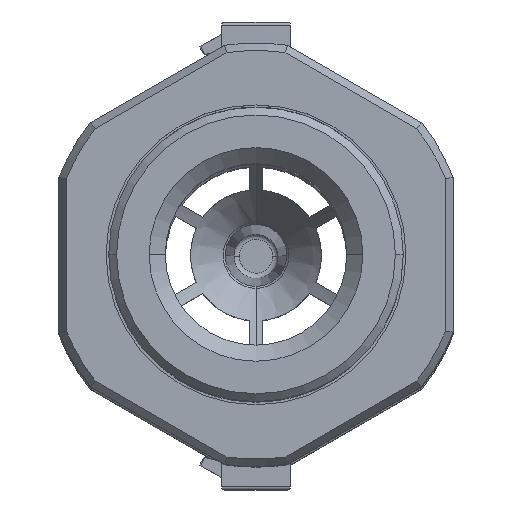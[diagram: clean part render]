
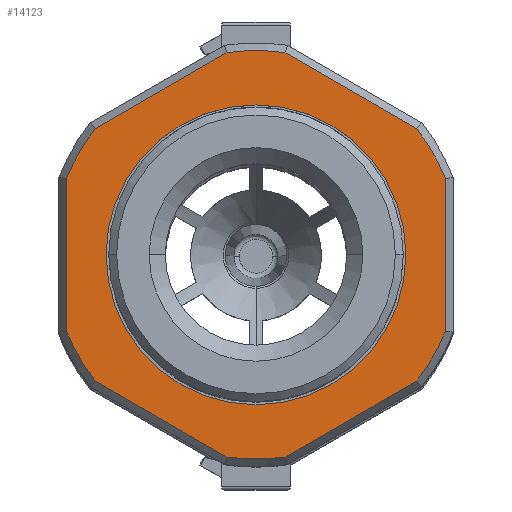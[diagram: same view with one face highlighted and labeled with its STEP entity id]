
A CAD part, top view. The second image highlights one B-rep face of the part: STEP entity #14123.
In plain terms, the highlighted planar face has unit normal (0, 0, 1).
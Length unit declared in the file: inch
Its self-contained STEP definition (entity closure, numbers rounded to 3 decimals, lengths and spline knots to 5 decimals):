
#12 = EDGE_CURVE ( 'NONE', #15920, #662, #1192, .T. ) ;
#98 = AXIS2_PLACEMENT_3D ( 'NONE', #803, #10024, #13782 ) ;
#196 = CARTESIAN_POINT ( 'NONE',  ( -0.14328, -0.00014, 4.99 ) ) ;
#350 = VECTOR ( 'NONE', #12763, 39.37008 ) ;
#580 = LINE ( 'NONE', #12185, #3684 ) ;
#621 = ORIENTED_EDGE ( 'NONE', *, *, #8345, .F. ) ;
#624 = DIRECTION ( 'NONE',  ( 0., 0., -1. ) ) ;
#662 = VERTEX_POINT ( 'NONE', #12756 ) ;
#803 = CARTESIAN_POINT ( 'NONE',  ( -0.14328, -0.00014, 4.99 ) ) ;
#956 = CARTESIAN_POINT ( 'NONE',  ( -0.86441, 0.2889, 4.99 ) ) ;
#1054 = VERTEX_POINT ( 'NONE', #16293 ) ;
#1147 = DIRECTION ( 'NONE',  ( -1., 0., 0. ) ) ;
#1192 = LINE ( 'NONE', #10186, #350 ) ;
#1417 = VERTEX_POINT ( 'NONE', #15147 ) ;
#1427 = EDGE_CURVE ( 'NONE', #16111, #3643, #15410, .T. ) ;
#1584 = CARTESIAN_POINT ( 'NONE',  ( -0.14328, -0.00014, 4.99 ) ) ;
#2105 = EDGE_CURVE ( 'NONE', #3806, #12446, #13149, .T. ) ;
#2424 = ORIENTED_EDGE ( 'NONE', *, *, #2105, .T. ) ;
#2473 = CARTESIAN_POINT ( 'NONE',  ( 0.4676, -0.48014, 4.99 ) ) ;
#2504 = ORIENTED_EDGE ( 'NONE', *, *, #13749, .F. ) ;
#2789 = PLANE ( 'NONE',  #3620 ) ;
#3282 = CARTESIAN_POINT ( 'NONE',  ( -0.14328, -0.00014, 4.99 ) ) ;
#3294 = CIRCLE ( 'NONE', #98, 0.7769 ) ;
#3497 = CARTESIAN_POINT ( 'NONE',  ( -0.25353, -0.76918, 4.99 ) ) ;
#3582 = FACE_OUTER_BOUND ( 'NONE', #5197, .T. ) ;
#3620 = AXIS2_PLACEMENT_3D ( 'NONE', #196, #5554, #4133 ) ;
#3643 = VERTEX_POINT ( 'NONE', #8998 ) ;
#3684 = VECTOR ( 'NONE', #15254, 39.37008 ) ;
#3700 = LINE ( 'NONE', #12022, #13471 ) ;
#3806 = VERTEX_POINT ( 'NONE', #8537 ) ;
#3810 = DIRECTION ( 'NONE',  ( 0., 0., -1. ) ) ;
#3962 = EDGE_LOOP ( 'NONE', ( #7198, #2424 ) ) ;
#4133 = DIRECTION ( 'NONE',  ( -1., 0., 0. ) ) ;
#4154 = CARTESIAN_POINT ( 'NONE',  ( -0.03303, 0.7689, 4.99 ) ) ;
#4328 = LINE ( 'NONE', #3497, #13893 ) ;
#4630 = AXIS2_PLACEMENT_3D ( 'NONE', #3282, #9856, #11228 ) ;
#4703 = EDGE_CURVE ( 'NONE', #12223, #11979, #4328, .T. ) ;
#4715 = ORIENTED_EDGE ( 'NONE', *, *, #4972, .F. ) ;
#4972 = EDGE_CURVE ( 'NONE', #11076, #1417, #3700, .T. ) ;
#5002 = CIRCLE ( 'NONE', #9784, 0.7769 ) ;
#5075 = EDGE_CURVE ( 'NONE', #1054, #15920, #5128, .T. ) ;
#5128 = CIRCLE ( 'NONE', #6391, 0.7769 ) ;
#5151 = ORIENTED_EDGE ( 'NONE', *, *, #11849, .F. ) ;
#5197 = EDGE_LOOP ( 'NONE', ( #5151, #9466, #4715, #621, #7006, #11238, #8410, #2504, #6270, #8071, #16685, #5628 ) ) ;
#5450 = DIRECTION ( 'NONE',  ( 0., 0., -1. ) ) ;
#5458 = VECTOR ( 'NONE', #14981, 39.37008 ) ;
#5554 = DIRECTION ( 'NONE',  ( 0., 0., -1. ) ) ;
#5628 = ORIENTED_EDGE ( 'NONE', *, *, #5075, .F. ) ;
#5631 = EDGE_CURVE ( 'NONE', #662, #16111, #5002, .T. ) ;
#5966 = DIRECTION ( 'NONE',  ( -0.866, 0.5, 0. ) ) ;
#6038 = CARTESIAN_POINT ( 'NONE',  ( -0.14328, -0.00014, 4.99 ) ) ;
#6270 = ORIENTED_EDGE ( 'NONE', *, *, #1427, .F. ) ;
#6317 = CARTESIAN_POINT ( 'NONE',  ( -0.75416, -0.48014, 4.99 ) ) ;
#6391 = AXIS2_PLACEMENT_3D ( 'NONE', #6038, #624, #11172 ) ;
#6424 = DIRECTION ( 'NONE',  ( -0.866, -0.5, 0. ) ) ;
#6533 = DIRECTION ( 'NONE',  ( 0., 0., -1. ) ) ;
#6603 = DIRECTION ( 'NONE',  ( -1., 0., 0. ) ) ;
#6972 = CIRCLE ( 'NONE', #16832, 0.7769 ) ;
#7006 = ORIENTED_EDGE ( 'NONE', *, *, #8908, .F. ) ;
#7198 = ORIENTED_EDGE ( 'NONE', *, *, #7847, .T. ) ;
#7485 = LINE ( 'NONE', #16279, #5458 ) ;
#7847 = EDGE_CURVE ( 'NONE', #12446, #3806, #15730, .T. ) ;
#8071 = ORIENTED_EDGE ( 'NONE', *, *, #5631, .F. ) ;
#8150 = VERTEX_POINT ( 'NONE', #4154 ) ;
#8321 = AXIS2_PLACEMENT_3D ( 'NONE', #15271, #10020, #13887 ) ;
#8345 = EDGE_CURVE ( 'NONE', #15098, #11076, #12260, .T. ) ;
#8410 = ORIENTED_EDGE ( 'NONE', *, *, #4703, .F. ) ;
#8537 = CARTESIAN_POINT ( 'NONE',  ( -0.71328, -0.00014, 4.99 ) ) ;
#8594 = VERTEX_POINT ( 'NONE', #9213 ) ;
#8908 = EDGE_CURVE ( 'NONE', #8594, #15098, #580, .T. ) ;
#8998 = CARTESIAN_POINT ( 'NONE',  ( -0.03303, -0.76918, 4.99 ) ) ;
#9194 = CARTESIAN_POINT ( 'NONE',  ( -0.14328, -0.00014, 4.99 ) ) ;
#9213 = CARTESIAN_POINT ( 'NONE',  ( -0.86441, -0.28918, 4.99 ) ) ;
#9282 = DIRECTION ( 'NONE',  ( 0.866, 0.5, 0. ) ) ;
#9466 = ORIENTED_EDGE ( 'NONE', *, *, #16001, .F. ) ;
#9784 = AXIS2_PLACEMENT_3D ( 'NONE', #1584, #10755, #12061 ) ;
#9856 = DIRECTION ( 'NONE',  ( 0., 0., -1. ) ) ;
#10020 = DIRECTION ( 'NONE',  ( 0., 0., -1. ) ) ;
#10024 = DIRECTION ( 'NONE',  ( 0., 0., -1. ) ) ;
#10186 = CARTESIAN_POINT ( 'NONE',  ( 0.57785, -0.00014, 4.99 ) ) ;
#10755 = DIRECTION ( 'NONE',  ( 0., 0., -1. ) ) ;
#11076 = VERTEX_POINT ( 'NONE', #14909 ) ;
#11172 = DIRECTION ( 'NONE',  ( -1., 0., 0. ) ) ;
#11228 = DIRECTION ( 'NONE',  ( 1., 0., 0. ) ) ;
#11238 = ORIENTED_EDGE ( 'NONE', *, *, #16121, .F. ) ;
#11849 = EDGE_CURVE ( 'NONE', #8150, #1054, #7485, .T. ) ;
#11889 = CARTESIAN_POINT ( 'NONE',  ( -0.25353, -0.76918, 4.99 ) ) ;
#11947 = VECTOR ( 'NONE', #6424, 39.37008 ) ;
#11979 = VERTEX_POINT ( 'NONE', #6317 ) ;
#12022 = CARTESIAN_POINT ( 'NONE',  ( -0.75416, 0.47986, 4.99 ) ) ;
#12061 = DIRECTION ( 'NONE',  ( -1., 0., 0. ) ) ;
#12185 = CARTESIAN_POINT ( 'NONE',  ( -0.86441, -0.2947, 4.99 ) ) ;
#12223 = VERTEX_POINT ( 'NONE', #11889 ) ;
#12260 = CIRCLE ( 'NONE', #16101, 0.7769 ) ;
#12446 = VERTEX_POINT ( 'NONE', #15072 ) ;
#12756 = CARTESIAN_POINT ( 'NONE',  ( 0.57785, -0.28918, 4.99 ) ) ;
#12763 = DIRECTION ( 'NONE',  ( 0., -1., 0. ) ) ;
#13149 = CIRCLE ( 'NONE', #4630, 0.57 ) ;
#13197 = CARTESIAN_POINT ( 'NONE',  ( -0.14328, -0.00014, 4.99 ) ) ;
#13471 = VECTOR ( 'NONE', #9282, 39.37008 ) ;
#13749 = EDGE_CURVE ( 'NONE', #3643, #12223, #14581, .T. ) ;
#13782 = DIRECTION ( 'NONE',  ( -1., 0., 0. ) ) ;
#13887 = DIRECTION ( 'NONE',  ( 1., 0., 0. ) ) ;
#13893 = VECTOR ( 'NONE', #5966, 39.37008 ) ;
#14123 = ADVANCED_FACE ( 'NONE', ( #15614, #3582 ), #2789, .F. ) ;
#14220 = CARTESIAN_POINT ( 'NONE',  ( -0.14328, -0.00014, 4.99 ) ) ;
#14525 = CARTESIAN_POINT ( 'NONE',  ( 0.57785, 0.2889, 4.99 ) ) ;
#14581 = CIRCLE ( 'NONE', #16705, 0.7769 ) ;
#14909 = CARTESIAN_POINT ( 'NONE',  ( -0.75416, 0.47986, 4.99 ) ) ;
#14981 = DIRECTION ( 'NONE',  ( 0.866, -0.5, 0. ) ) ;
#15072 = CARTESIAN_POINT ( 'NONE',  ( 0.42672, -0.00014, 4.99 ) ) ;
#15098 = VERTEX_POINT ( 'NONE', #956 ) ;
#15147 = CARTESIAN_POINT ( 'NONE',  ( -0.25353, 0.7689, 4.99 ) ) ;
#15254 = DIRECTION ( 'NONE',  ( 0., 1., 0. ) ) ;
#15271 = CARTESIAN_POINT ( 'NONE',  ( -0.14328, -0.00014, 4.99 ) ) ;
#15410 = LINE ( 'NONE', #2473, #11947 ) ;
#15614 = FACE_BOUND ( 'NONE', #3962, .T. ) ;
#15730 = CIRCLE ( 'NONE', #8321, 0.57 ) ;
#15920 = VERTEX_POINT ( 'NONE', #14525 ) ;
#16001 = EDGE_CURVE ( 'NONE', #1417, #8150, #3294, .T. ) ;
#16101 = AXIS2_PLACEMENT_3D ( 'NONE', #9194, #6533, #16875 ) ;
#16111 = VERTEX_POINT ( 'NONE', #16727 ) ;
#16121 = EDGE_CURVE ( 'NONE', #11979, #8594, #6972, .T. ) ;
#16279 = CARTESIAN_POINT ( 'NONE',  ( -0.03303, 0.7689, 4.99 ) ) ;
#16293 = CARTESIAN_POINT ( 'NONE',  ( 0.4676, 0.47986, 4.99 ) ) ;
#16685 = ORIENTED_EDGE ( 'NONE', *, *, #12, .F. ) ;
#16705 = AXIS2_PLACEMENT_3D ( 'NONE', #13197, #5450, #6603 ) ;
#16727 = CARTESIAN_POINT ( 'NONE',  ( 0.4676, -0.48014, 4.99 ) ) ;
#16832 = AXIS2_PLACEMENT_3D ( 'NONE', #14220, #3810, #1147 ) ;
#16875 = DIRECTION ( 'NONE',  ( -1., 0., 0. ) ) ;
